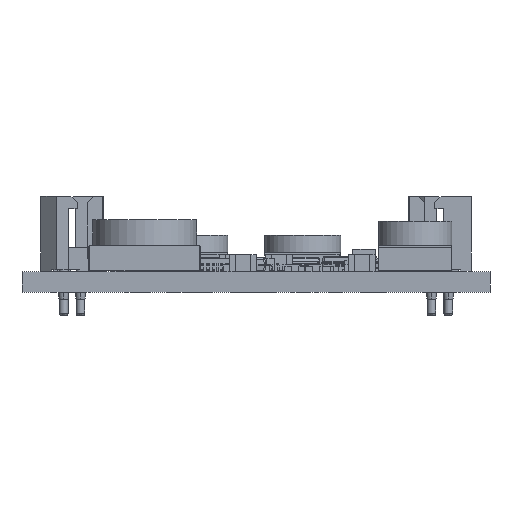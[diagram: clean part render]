
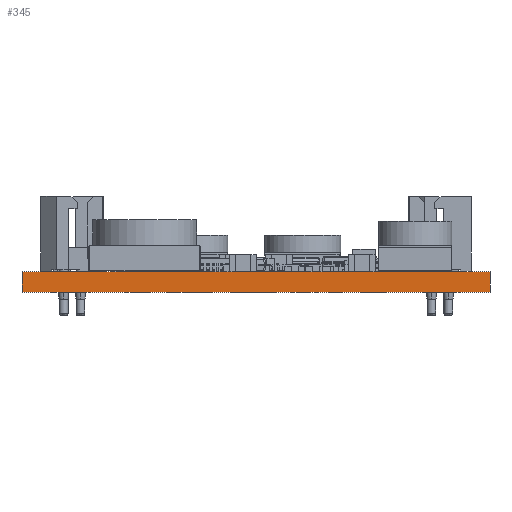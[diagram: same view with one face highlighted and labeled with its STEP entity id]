
A CAD part, front view. The second image highlights one B-rep face of the part: STEP entity #345.
In plain terms, the highlighted planar face has unit normal (0, -1, 0).
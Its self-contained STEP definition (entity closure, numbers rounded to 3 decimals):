
#345 = ADVANCED_FACE('',(#346),#380,.F.);
#346 = FACE_BOUND('',#347,.F.);
#347 = EDGE_LOOP('',(#348,#358,#366,#374));
#348 = ORIENTED_EDGE('',*,*,#349,.T.);
#349 = EDGE_CURVE('',#350,#352,#354,.T.);
#350 = VERTEX_POINT('',#351);
#351 = CARTESIAN_POINT('',(133.35,31.75,0.));
#352 = VERTEX_POINT('',#353);
#353 = CARTESIAN_POINT('',(133.35,31.75,1.589));
#354 = LINE('',#355,#356);
#355 = CARTESIAN_POINT('',(133.35,31.75,0.));
#356 = VECTOR('',#357,1.);
#357 = DIRECTION('',(0.,0.,1.));
#358 = ORIENTED_EDGE('',*,*,#359,.T.);
#359 = EDGE_CURVE('',#352,#360,#362,.T.);
#360 = VERTEX_POINT('',#361);
#361 = CARTESIAN_POINT('',(170.18,31.75,1.589));
#362 = LINE('',#363,#364);
#363 = CARTESIAN_POINT('',(133.35,31.75,1.589));
#364 = VECTOR('',#365,1.);
#365 = DIRECTION('',(1.,0.,0.));
#366 = ORIENTED_EDGE('',*,*,#367,.F.);
#367 = EDGE_CURVE('',#368,#360,#370,.T.);
#368 = VERTEX_POINT('',#369);
#369 = CARTESIAN_POINT('',(170.18,31.75,0.));
#370 = LINE('',#371,#372);
#371 = CARTESIAN_POINT('',(170.18,31.75,0.));
#372 = VECTOR('',#373,1.);
#373 = DIRECTION('',(0.,0.,1.));
#374 = ORIENTED_EDGE('',*,*,#375,.F.);
#375 = EDGE_CURVE('',#350,#368,#376,.T.);
#376 = LINE('',#377,#378);
#377 = CARTESIAN_POINT('',(133.35,31.75,0.));
#378 = VECTOR('',#379,1.);
#379 = DIRECTION('',(1.,0.,0.));
#380 = PLANE('',#381);
#381 = AXIS2_PLACEMENT_3D('',#382,#383,#384);
#382 = CARTESIAN_POINT('',(133.35,31.75,0.));
#383 = DIRECTION('',(0.,1.,0.));
#384 = DIRECTION('',(1.,0.,0.));
